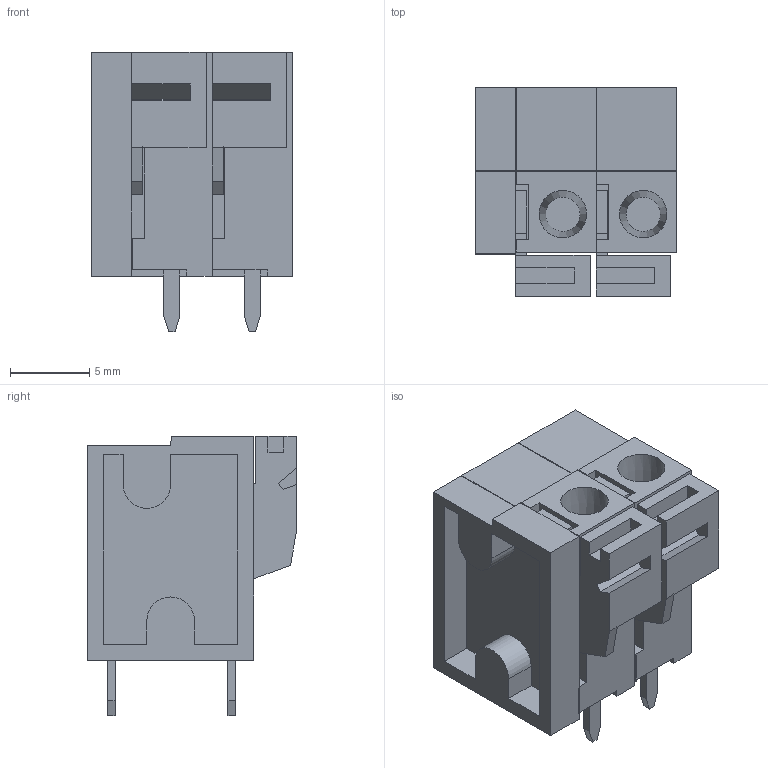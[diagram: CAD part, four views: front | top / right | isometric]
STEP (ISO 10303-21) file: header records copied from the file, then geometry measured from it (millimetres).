
FILE_DESCRIPTION(/* description */ ('','CAx-IF Rec.Pracs.---Representation and Presentation of Product Manufacturing Information (PMI)---4.0---2014-10-13'),/* implementation_level */ '2;1');
FILE_NAME(/* name */ 'TB411-2-2-E-1.step',/* time_stamp */ '2025-01-04T01:00:18+09:00',/* author */ (''),/* organization */ (''),/* preprocessor_version */ 'ST-DEVELOPER v20',/* originating_system */ 'Autodesk Translation Framework v13.20.0.188',/* authorisation */ '');
FILE_SCHEMA (('AP242_MANAGED_MODEL_BASED_3D_ENGINEERING_MIM_LF { 1 0 10303 442 1 1 4 }'));
Length unit declared in the file: millimetre
Products named in the file (1): TB411-2-2-E-1
Bounding box: 12.7 x 13.2 x 17.65 mm (x, y, z)
Volume: 1587.4 mm3; surface area: 2286.2 mm2
Topology: 5 solids, 5 shells, 179 faces, 470 edges, 312 vertices
Faces by surface type: plane 175, cone 2, cylinder 2
Entity records: 5478 total; most frequent: CARTESIAN_POINT 962, ORIENTED_EDGE 940, DIRECTION 838, EDGE_CURVE 470, LINE 462, VECTOR 462, VERTEX_POINT 312, EDGE_LOOP 190
